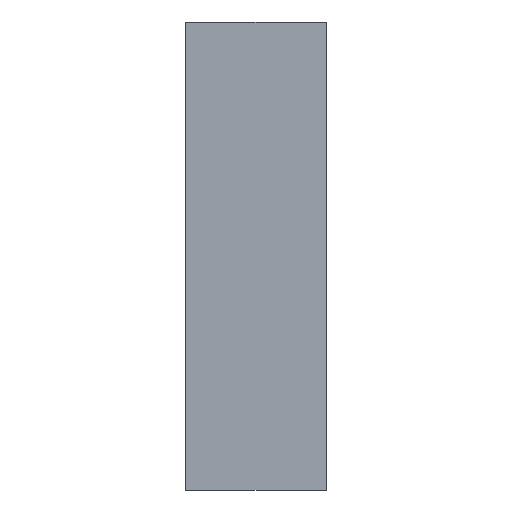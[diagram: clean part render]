
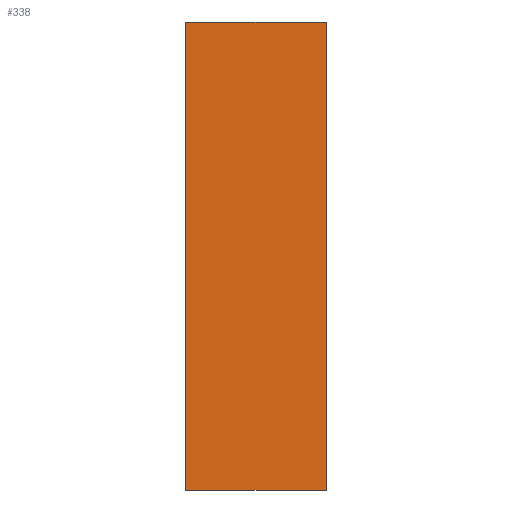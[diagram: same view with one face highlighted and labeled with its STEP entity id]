
A CAD part, front view. The second image highlights one B-rep face of the part: STEP entity #338.
In plain terms, the highlighted planar face has unit normal (0, -1, 0).
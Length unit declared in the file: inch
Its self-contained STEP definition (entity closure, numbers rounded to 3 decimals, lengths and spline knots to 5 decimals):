
#60=FACE_OUTER_BOUND('',#88,.T.);
#88=EDGE_LOOP('',(#274,#275,#276,#277));
#129=LINE('',#528,#145);
#137=LINE('',#555,#153);
#138=LINE('',#558,#154);
#139=LINE('',#559,#155);
#145=VECTOR('',#418,1.25);
#153=VECTOR('',#444,0.375);
#154=VECTOR('',#447,1.25);
#155=VECTOR('',#448,0.375);
#184=VERTEX_POINT('',#525);
#185=VERTEX_POINT('',#527);
#195=VERTEX_POINT('',#553);
#196=VERTEX_POINT('',#557);
#216=EDGE_CURVE('',#184,#185,#129,.T.);
#230=EDGE_CURVE('',#195,#184,#137,.T.);
#231=EDGE_CURVE('',#195,#196,#138,.T.);
#232=EDGE_CURVE('',#196,#185,#139,.T.);
#274=ORIENTED_EDGE('',*,*,#216,.F.);
#275=ORIENTED_EDGE('',*,*,#230,.F.);
#276=ORIENTED_EDGE('',*,*,#231,.T.);
#277=ORIENTED_EDGE('',*,*,#232,.T.);
#330=PLANE('',#376);
#338=ADVANCED_FACE('',(#60),#330,.T.);
#376=AXIS2_PLACEMENT_3D('',#556,#445,#446);
#418=DIRECTION('',(0.,0.,1.));
#444=DIRECTION('',(-1.,0.,0.));
#445=DIRECTION('center_axis',(0.,-1.,0.));
#446=DIRECTION('ref_axis',(0.,0.,-1.));
#447=DIRECTION('',(0.,0.,1.));
#448=DIRECTION('',(-1.,0.,0.));
#525=CARTESIAN_POINT('',(0.,0.,-0.625));
#527=CARTESIAN_POINT('',(0.,0.,0.625));
#528=CARTESIAN_POINT('',(0.,0.,-0.625));
#553=CARTESIAN_POINT('',(0.375,0.,-0.625));
#555=CARTESIAN_POINT('',(0.375,0.,-0.625));
#556=CARTESIAN_POINT('Origin',(0.,0.,0.625));
#557=CARTESIAN_POINT('',(0.375,0.,0.625));
#558=CARTESIAN_POINT('',(0.375,0.,-0.625));
#559=CARTESIAN_POINT('',(0.375,0.,0.625));
